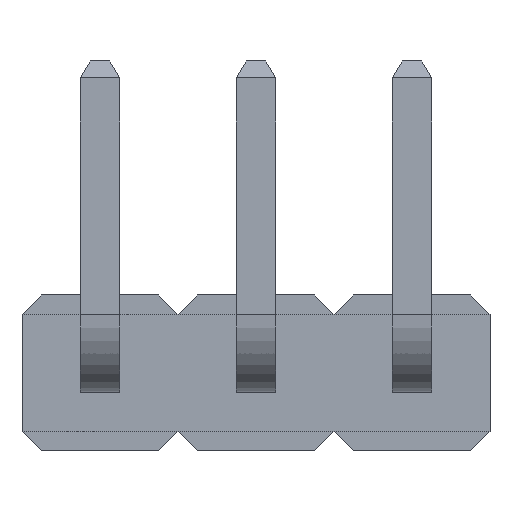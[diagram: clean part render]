
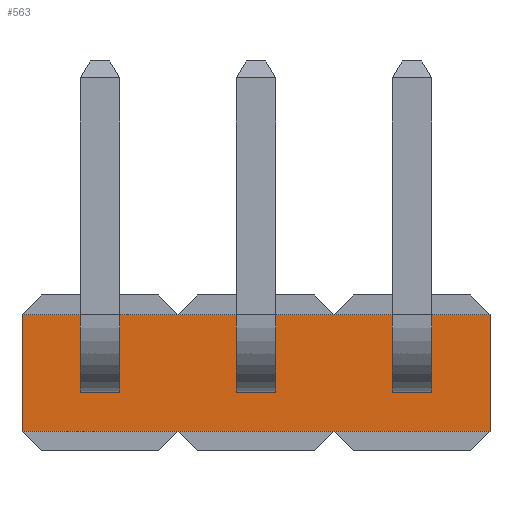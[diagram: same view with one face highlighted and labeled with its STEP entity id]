
A CAD part, front view. The second image highlights one B-rep face of the part: STEP entity #563.
In plain terms, the highlighted free-form (B-spline) face has degree [1, 1] with [2, 2] control points.
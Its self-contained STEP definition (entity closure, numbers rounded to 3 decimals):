
#563=ADVANCED_FACE('',(#1575,#1576,#1577,#1578),#1579,.F.);
#577=EDGE_CURVE('',#1309,#691,#1595,.T.);
#581=EDGE_CURVE('',#817,#907,#1599,.T.);
#591=VERTEX_POINT('',#1611);
#623=EDGE_CURVE('',#877,#1149,#1651,.T.);
#629=VERTEX_POINT('',#1659);
#657=EDGE_CURVE('',#1411,#683,#1690,.T.);
#659=EDGE_CURVE('',#591,#1411,#1692,.T.);
#683=VERTEX_POINT('',#1720);
#687=EDGE_CURVE('',#629,#817,#1724,.T.);
#691=VERTEX_POINT('',#1728);
#695=EDGE_CURVE('',#807,#1133,#1732,.T.);
#709=EDGE_CURVE('',#1223,#629,#1748,.T.);
#719=EDGE_CURVE('',#1351,#1315,#1759,.T.);
#721=EDGE_CURVE('',#1149,#783,#1761,.T.);
#767=EDGE_CURVE('',#1315,#1113,#1812,.T.);
#783=VERTEX_POINT('',#1829);
#807=VERTEX_POINT('',#1854);
#817=VERTEX_POINT('',#1866);
#849=EDGE_CURVE('',#1219,#877,#1900,.T.);
#877=VERTEX_POINT('',#1931);
#907=VERTEX_POINT('',#1965);
#933=VERTEX_POINT('',#1991);
#945=EDGE_CURVE('',#783,#1219,#2004,.T.);
#1039=EDGE_CURVE('',#1335,#591,#2105,.T.);
#1049=EDGE_CURVE('',#1133,#1309,#2116,.T.);
#1093=EDGE_CURVE('',#1113,#933,#2169,.T.);
#1113=VERTEX_POINT('',#2191);
#1133=VERTEX_POINT('',#2215);
#1149=VERTEX_POINT('',#2232);
#1219=VERTEX_POINT('',#2306);
#1223=VERTEX_POINT('',#2310);
#1249=EDGE_CURVE('',#907,#1223,#2338,.T.);
#1273=EDGE_CURVE('',#807,#1351,#2364,.T.);
#1309=VERTEX_POINT('',#2403);
#1315=VERTEX_POINT('',#2409);
#1321=EDGE_CURVE('',#691,#933,#2415,.T.);
#1335=VERTEX_POINT('',#2430);
#1351=VERTEX_POINT('',#2448);
#1361=EDGE_CURVE('',#683,#1335,#2459,.T.);
#1411=VERTEX_POINT('',#2516);
#1575=FACE_OUTER_BOUND('',#2704,.T.);
#1576=FACE_BOUND('',#2705,.T.);
#1577=FACE_BOUND('',#2706,.T.);
#1578=FACE_BOUND('',#2707,.T.);
#1579=B_SPLINE_SURFACE_WITH_KNOTS('',1,1,((#2708,#2709),(#2710,#2711)),.UNSPECIFIED.,.F.,.F.,.F.,(2,2),(2,2),(0.0,6.0),(0.0,1.5),.UNSPECIFIED.);
#1595=LINE('',#2768,#2769);
#1599=LINE('',#2776,#2777);
#1611=CARTESIAN_POINT('',(3.785,-1.25,0.215));
#1651=LINE('',#2894,#2895);
#1659=CARTESIAN_POINT('',(5.785,-1.25,-0.215));
#1690=LINE('',#2964,#2965);
#1692=LINE('',#2968,#2969);
#1720=CARTESIAN_POINT('',(4.215,-1.25,-0.215));
#1724=LINE('',#3026,#3027);
#1728=CARTESIAN_POINT('',(1.0,-1.25,-0.75));
#1732=LINE('',#3040,#3041);
#1748=LINE('',#3070,#3071);
#1759=LINE('',#3088,#3089);
#1761=LINE('',#3092,#3093);
#1812=LINE('',#3175,#3176);
#1829=CARTESIAN_POINT('',(2.215,-1.25,0.215));
#1854=CARTESIAN_POINT('',(7.0,-1.25,-0.75));
#1866=CARTESIAN_POINT('',(5.785,-1.25,0.215));
#1900=LINE('',#3346,#3347);
#1931=CARTESIAN_POINT('',(1.785,-1.25,-0.215));
#1965=CARTESIAN_POINT('',(6.215,-1.25,0.215));
#1991=CARTESIAN_POINT('',(1.0,-1.25,0.75));
#2004=LINE('',#3521,#3522);
#2105=LINE('',#3689,#3690);
#2116=LINE('',#3709,#3710);
#2169=LINE('',#3858,#3859);
#2191=CARTESIAN_POINT('',(3.0,-1.25,0.75));
#2215=CARTESIAN_POINT('',(5.0,-1.25,-0.75));
#2232=CARTESIAN_POINT('',(1.785,-1.25,0.215));
#2306=CARTESIAN_POINT('',(2.215,-1.25,-0.215));
#2310=CARTESIAN_POINT('',(6.215,-1.25,-0.215));
#2338=LINE('',#4135,#4136);
#2364=LINE('',#4184,#4185);
#2403=CARTESIAN_POINT('',(3.0,-1.25,-0.75));
#2409=CARTESIAN_POINT('',(5.0,-1.25,0.75));
#2415=LINE('',#4268,#4269);
#2430=CARTESIAN_POINT('',(3.785,-1.25,-0.215));
#2448=CARTESIAN_POINT('',(7.0,-1.25,0.75));
#2459=LINE('',#4365,#4366);
#2516=CARTESIAN_POINT('',(4.215,-1.25,0.215));
#2704=EDGE_LOOP('',(#4696,#4697,#4698,#4699,#4700,#4701,#4702,#4703));
#2705=EDGE_LOOP('',(#4704,#4705,#4706,#4707));
#2706=EDGE_LOOP('',(#4708,#4709,#4710,#4711));
#2707=EDGE_LOOP('',(#4712,#4713,#4714,#4715));
#2708=CARTESIAN_POINT('',(1.0,-1.25,0.75));
#2709=CARTESIAN_POINT('',(1.0,-1.25,-0.75));
#2710=CARTESIAN_POINT('',(7.0,-1.25,0.75));
#2711=CARTESIAN_POINT('',(7.0,-1.25,-0.75));
#2768=CARTESIAN_POINT('',(3.0,-1.25,-0.75));
#2769=VECTOR('',#4730,2.0);
#2776=CARTESIAN_POINT('',(5.785,-1.25,0.215));
#2777=VECTOR('',#4732,0.43);
#2894=CARTESIAN_POINT('',(1.785,-1.25,-0.215));
#2895=VECTOR('',#4789,0.43);
#2964=CARTESIAN_POINT('',(4.215,-1.25,0.215));
#2965=VECTOR('',#4830,0.43);
#2968=CARTESIAN_POINT('',(3.785,-1.25,0.215));
#2969=VECTOR('',#4831,0.43);
#3026=CARTESIAN_POINT('',(5.785,-1.25,-0.215));
#3027=VECTOR('',#4859,0.43);
#3040=CARTESIAN_POINT('',(7.0,-1.25,-0.75));
#3041=VECTOR('',#4862,2.0);
#3070=CARTESIAN_POINT('',(6.215,-1.25,-0.215));
#3071=VECTOR('',#4876,0.43);
#3088=CARTESIAN_POINT('',(7.0,-1.25,0.75));
#3089=VECTOR('',#4883,2.0);
#3092=CARTESIAN_POINT('',(1.785,-1.25,0.215));
#3093=VECTOR('',#4884,0.43);
#3175=CARTESIAN_POINT('',(5.0,-1.25,0.75));
#3176=VECTOR('',#4920,2.0);
#3346=CARTESIAN_POINT('',(2.215,-1.25,-0.215));
#3347=VECTOR('',#4977,0.43);
#3521=CARTESIAN_POINT('',(2.215,-1.25,0.215));
#3522=VECTOR('',#5043,0.43);
#3689=CARTESIAN_POINT('',(3.785,-1.25,-0.215));
#3690=VECTOR('',#5102,0.43);
#3709=CARTESIAN_POINT('',(5.0,-1.25,-0.75));
#3710=VECTOR('',#5110,2.0);
#3858=CARTESIAN_POINT('',(3.0,-1.25,0.75));
#3859=VECTOR('',#5168,2.0);
#4135=CARTESIAN_POINT('',(6.215,-1.25,0.215));
#4136=VECTOR('',#5302,0.43);
#4184=CARTESIAN_POINT('',(7.0,-1.25,-0.75));
#4185=VECTOR('',#5324,1.5);
#4268=CARTESIAN_POINT('',(1.0,-1.25,-0.75));
#4269=VECTOR('',#5351,1.5);
#4365=CARTESIAN_POINT('',(4.215,-1.25,-0.215));
#4366=VECTOR('',#5381,0.43);
#4696=ORIENTED_EDGE('',*,*,#1093,.T.);
#4697=ORIENTED_EDGE('',*,*,#1321,.F.);
#4698=ORIENTED_EDGE('',*,*,#577,.F.);
#4699=ORIENTED_EDGE('',*,*,#1049,.F.);
#4700=ORIENTED_EDGE('',*,*,#695,.F.);
#4701=ORIENTED_EDGE('',*,*,#1273,.T.);
#4702=ORIENTED_EDGE('',*,*,#719,.T.);
#4703=ORIENTED_EDGE('',*,*,#767,.T.);
#4704=ORIENTED_EDGE('',*,*,#657,.T.);
#4705=ORIENTED_EDGE('',*,*,#1361,.T.);
#4706=ORIENTED_EDGE('',*,*,#1039,.T.);
#4707=ORIENTED_EDGE('',*,*,#659,.T.);
#4708=ORIENTED_EDGE('',*,*,#945,.T.);
#4709=ORIENTED_EDGE('',*,*,#849,.T.);
#4710=ORIENTED_EDGE('',*,*,#623,.T.);
#4711=ORIENTED_EDGE('',*,*,#721,.T.);
#4712=ORIENTED_EDGE('',*,*,#1249,.T.);
#4713=ORIENTED_EDGE('',*,*,#709,.T.);
#4714=ORIENTED_EDGE('',*,*,#687,.T.);
#4715=ORIENTED_EDGE('',*,*,#581,.T.);
#4730=DIRECTION('',(-1.0,0.0,0.0));
#4732=DIRECTION('',(1.0,0.0,0.0));
#4789=DIRECTION('',(0.0,0.0,1.0));
#4830=DIRECTION('',(0.0,0.0,-1.0));
#4831=DIRECTION('',(1.0,0.0,0.0));
#4859=DIRECTION('',(0.0,0.0,1.0));
#4862=DIRECTION('',(-1.0,0.0,0.0));
#4876=DIRECTION('',(-1.0,0.0,0.0));
#4883=DIRECTION('',(-1.0,0.0,0.0));
#4884=DIRECTION('',(1.0,0.0,0.0));
#4920=DIRECTION('',(-1.0,0.0,0.0));
#4977=DIRECTION('',(-1.0,0.0,0.0));
#5043=DIRECTION('',(0.0,0.0,-1.0));
#5102=DIRECTION('',(0.0,0.0,1.0));
#5110=DIRECTION('',(-1.0,0.0,0.0));
#5168=DIRECTION('',(-1.0,0.0,0.0));
#5302=DIRECTION('',(0.0,0.0,-1.0));
#5324=DIRECTION('',(0.0,0.0,1.0));
#5351=DIRECTION('',(0.0,0.0,1.0));
#5381=DIRECTION('',(-1.0,0.0,0.0));
